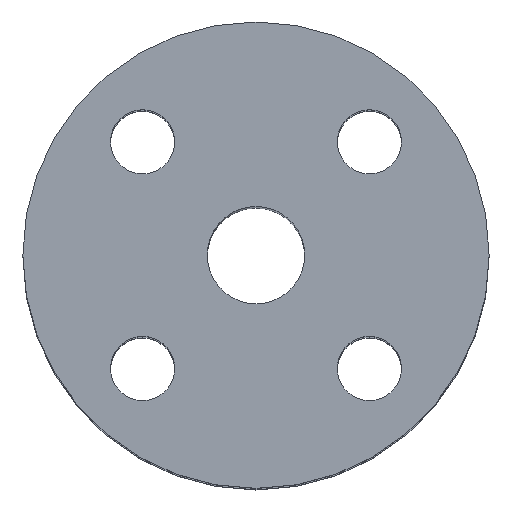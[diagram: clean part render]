
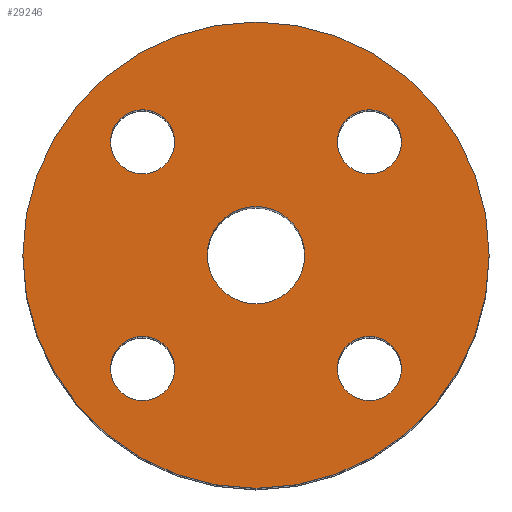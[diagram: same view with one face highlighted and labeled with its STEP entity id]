
A CAD part, top view. The second image highlights one B-rep face of the part: STEP entity #29246.
In plain terms, the highlighted planar face has unit normal (0, 0, 1).
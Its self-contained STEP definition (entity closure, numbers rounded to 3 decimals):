
#2 = AXIS2_PLACEMENT_3D ( 'NONE', #14968, #28392, #13047 ) ;
#41 = CARTESIAN_POINT ( 'NONE',  ( -24.945, 19.445, 0. ) ) ;
#108 = CARTESIAN_POINT ( 'NONE',  ( 0., 8.35, 0. ) ) ;
#166 = DIRECTION ( 'NONE',  ( 0., 0., 1. ) ) ;
#730 = CIRCLE ( 'NONE', #28557, 5.5 ) ;
#735 = CIRCLE ( 'NONE', #13023, 5.5 ) ;
#789 = EDGE_CURVE ( 'NONE', #23051, #7976, #735, .T. ) ;
#1200 = AXIS2_PLACEMENT_3D ( 'NONE', #7154, #27380, #6854 ) ;
#1542 = DIRECTION ( 'NONE',  ( 0., 0., 1. ) ) ;
#2105 = EDGE_CURVE ( 'NONE', #12040, #21540, #21278, .T. ) ;
#2288 = EDGE_LOOP ( 'NONE', ( #19606, #22806 ) ) ;
#2519 = DIRECTION ( 'NONE',  ( 0., 1., 0. ) ) ;
#3220 = CARTESIAN_POINT ( 'NONE',  ( -13.945, -19.445, 0. ) ) ;
#3292 = CARTESIAN_POINT ( 'NONE',  ( -13.945, 19.445, 0. ) ) ;
#3562 = CIRCLE ( 'NONE', #1200, 40. ) ;
#3635 = CIRCLE ( 'NONE', #28552, 5.5 ) ;
#4639 = VERTEX_POINT ( 'NONE', #13339 ) ;
#4765 = EDGE_CURVE ( 'NONE', #18982, #14072, #21781, .T. ) ;
#5397 = CIRCLE ( 'NONE', #9173, 5.5 ) ;
#5509 = DIRECTION ( 'NONE',  ( 1., 0., 0. ) ) ;
#5790 = ORIENTED_EDGE ( 'NONE', *, *, #14832, .F. ) ;
#5870 = CARTESIAN_POINT ( 'NONE',  ( 19.445, -19.445, 0. ) ) ;
#5972 = AXIS2_PLACEMENT_3D ( 'NONE', #24493, #17548, #26538 ) ;
#6142 = DIRECTION ( 'NONE',  ( 1., 0., 0. ) ) ;
#6174 = CARTESIAN_POINT ( 'NONE',  ( -19.445, -19.445, 0. ) ) ;
#6719 = EDGE_LOOP ( 'NONE', ( #5790, #28291 ) ) ;
#6766 = DIRECTION ( 'NONE',  ( -1., 0., 0. ) ) ;
#6854 = DIRECTION ( 'NONE',  ( 1., 0., 0. ) ) ;
#7151 = CARTESIAN_POINT ( 'NONE',  ( 19.445, -19.445, 0. ) ) ;
#7154 = CARTESIAN_POINT ( 'NONE',  ( 0., 0., 0. ) ) ;
#7356 = CIRCLE ( 'NONE', #27634, 5.5 ) ;
#7359 = FACE_BOUND ( 'NONE', #11588, .T. ) ;
#7454 = VERTEX_POINT ( 'NONE', #28493 ) ;
#7456 = ORIENTED_EDGE ( 'NONE', *, *, #17028, .F. ) ;
#7976 = VERTEX_POINT ( 'NONE', #20255 ) ;
#9173 = AXIS2_PLACEMENT_3D ( 'NONE', #7151, #23254, #11745 ) ;
#9373 = CIRCLE ( 'NONE', #26821, 40. ) ;
#9828 = AXIS2_PLACEMENT_3D ( 'NONE', #11953, #25669, #25971 ) ;
#10252 = CIRCLE ( 'NONE', #5972, 5.5 ) ;
#10624 = DIRECTION ( 'NONE',  ( 0., 0., 1. ) ) ;
#11355 = EDGE_LOOP ( 'NONE', ( #29142, #23690 ) ) ;
#11455 = EDGE_CURVE ( 'NONE', #14170, #19279, #7356, .T. ) ;
#11588 = EDGE_LOOP ( 'NONE', ( #12416, #7456 ) ) ;
#11745 = DIRECTION ( 'NONE',  ( 0., -1., 0. ) ) ;
#11953 = CARTESIAN_POINT ( 'NONE',  ( 0., 0., 0. ) ) ;
#12040 = VERTEX_POINT ( 'NONE', #26819 ) ;
#12058 = CIRCLE ( 'NONE', #22881, 5.5 ) ;
#12416 = ORIENTED_EDGE ( 'NONE', *, *, #20632, .F. ) ;
#13023 = AXIS2_PLACEMENT_3D ( 'NONE', #5870, #28455, #17108 ) ;
#13047 = DIRECTION ( 'NONE',  ( 1., 0., 0. ) ) ;
#13116 = CARTESIAN_POINT ( 'NONE',  ( 8.35, 0., 0. ) ) ;
#13339 = CARTESIAN_POINT ( 'NONE',  ( 13.945, 19.445, 0. ) ) ;
#14072 = VERTEX_POINT ( 'NONE', #21039 ) ;
#14170 = VERTEX_POINT ( 'NONE', #3292 ) ;
#14209 = EDGE_LOOP ( 'NONE', ( #14745, #28121 ) ) ;
#14745 = ORIENTED_EDGE ( 'NONE', *, *, #20704, .T. ) ;
#14832 = EDGE_CURVE ( 'NONE', #7976, #23051, #5397, .T. ) ;
#14968 = CARTESIAN_POINT ( 'NONE',  ( 0., 0., 0. ) ) ;
#15131 = EDGE_CURVE ( 'NONE', #19279, #14170, #12058, .T. ) ;
#15582 = CARTESIAN_POINT ( 'NONE',  ( 19.445, 19.445, 0. ) ) ;
#15987 = CARTESIAN_POINT ( 'NONE',  ( -19.445, 19.445, 0. ) ) ;
#16210 = VERTEX_POINT ( 'NONE', #22119 ) ;
#16379 = DIRECTION ( 'NONE',  ( 0., 0., -1. ) ) ;
#16871 = VERTEX_POINT ( 'NONE', #25783 ) ;
#16893 = FACE_BOUND ( 'NONE', #2288, .T. ) ;
#16933 = AXIS2_PLACEMENT_3D ( 'NONE', #108, #16379, #6766 ) ;
#17028 = EDGE_CURVE ( 'NONE', #4639, #16871, #730, .T. ) ;
#17108 = DIRECTION ( 'NONE',  ( 0., -1., 0. ) ) ;
#17548 = DIRECTION ( 'NONE',  ( 0., 0., 1. ) ) ;
#18007 = FACE_OUTER_BOUND ( 'NONE', #14209, .T. ) ;
#18290 = FACE_BOUND ( 'NONE', #11355, .T. ) ;
#18353 = ORIENTED_EDGE ( 'NONE', *, *, #15131, .F. ) ;
#18650 = EDGE_CURVE ( 'NONE', #14072, #18982, #10252, .T. ) ;
#18982 = VERTEX_POINT ( 'NONE', #3220 ) ;
#19279 = VERTEX_POINT ( 'NONE', #41 ) ;
#19606 = ORIENTED_EDGE ( 'NONE', *, *, #4765, .F. ) ;
#20255 = CARTESIAN_POINT ( 'NONE',  ( 24.945, -19.445, 0. ) ) ;
#20506 = EDGE_LOOP ( 'NONE', ( #23662, #18353 ) ) ;
#20632 = EDGE_CURVE ( 'NONE', #16871, #4639, #3635, .T. ) ;
#20689 = CIRCLE ( 'NONE', #9828, 8.35 ) ;
#20704 = EDGE_CURVE ( 'NONE', #16210, #7454, #3562, .T. ) ;
#21039 = CARTESIAN_POINT ( 'NONE',  ( -24.945, -19.445, 0. ) ) ;
#21278 = CIRCLE ( 'NONE', #2, 8.35 ) ;
#21540 = VERTEX_POINT ( 'NONE', #13116 ) ;
#21674 = DIRECTION ( 'NONE',  ( 0., 0., 1. ) ) ;
#21781 = CIRCLE ( 'NONE', #24122, 5.5 ) ;
#21985 = DIRECTION ( 'NONE',  ( -1., 0., 0. ) ) ;
#22073 = CARTESIAN_POINT ( 'NONE',  ( 0., 0., 0. ) ) ;
#22119 = CARTESIAN_POINT ( 'NONE',  ( 40., 0., 0. ) ) ;
#22783 = DIRECTION ( 'NONE',  ( 0., 1., 0. ) ) ;
#22806 = ORIENTED_EDGE ( 'NONE', *, *, #18650, .F. ) ;
#22881 = AXIS2_PLACEMENT_3D ( 'NONE', #15987, #24984, #2519 ) ;
#23051 = VERTEX_POINT ( 'NONE', #26144 ) ;
#23238 = DIRECTION ( 'NONE',  ( 0., 0., 1. ) ) ;
#23254 = DIRECTION ( 'NONE',  ( 0., 0., 1. ) ) ;
#23662 = ORIENTED_EDGE ( 'NONE', *, *, #11455, .F. ) ;
#23690 = ORIENTED_EDGE ( 'NONE', *, *, #2105, .F. ) ;
#24122 = AXIS2_PLACEMENT_3D ( 'NONE', #6174, #10624, #21985 ) ;
#24493 = CARTESIAN_POINT ( 'NONE',  ( -19.445, -19.445, 0. ) ) ;
#24984 = DIRECTION ( 'NONE',  ( 0., 0., 1. ) ) ;
#25219 = PLANE ( 'NONE',  #16933 ) ;
#25435 = CARTESIAN_POINT ( 'NONE',  ( -19.445, 19.445, 0. ) ) ;
#25669 = DIRECTION ( 'NONE',  ( 0., 0., 1. ) ) ;
#25783 = CARTESIAN_POINT ( 'NONE',  ( 24.945, 19.445, 0. ) ) ;
#25890 = FACE_BOUND ( 'NONE', #20506, .T. ) ;
#25971 = DIRECTION ( 'NONE',  ( 1., 0., 0. ) ) ;
#26144 = CARTESIAN_POINT ( 'NONE',  ( 13.945, -19.445, 0. ) ) ;
#26538 = DIRECTION ( 'NONE',  ( -1., 0., 0. ) ) ;
#26819 = CARTESIAN_POINT ( 'NONE',  ( -8.35, 0., 0. ) ) ;
#26821 = AXIS2_PLACEMENT_3D ( 'NONE', #22073, #1542, #28852 ) ;
#27380 = DIRECTION ( 'NONE',  ( 0., 0., 1. ) ) ;
#27634 = AXIS2_PLACEMENT_3D ( 'NONE', #25435, #166, #22783 ) ;
#27887 = EDGE_CURVE ( 'NONE', #21540, #12040, #20689, .T. ) ;
#28095 = FACE_BOUND ( 'NONE', #6719, .T. ) ;
#28121 = ORIENTED_EDGE ( 'NONE', *, *, #29029, .T. ) ;
#28291 = ORIENTED_EDGE ( 'NONE', *, *, #789, .F. ) ;
#28392 = DIRECTION ( 'NONE',  ( 0., 0., 1. ) ) ;
#28455 = DIRECTION ( 'NONE',  ( 0., 0., 1. ) ) ;
#28493 = CARTESIAN_POINT ( 'NONE',  ( -40., 0., 0. ) ) ;
#28552 = AXIS2_PLACEMENT_3D ( 'NONE', #28580, #21674, #6142 ) ;
#28557 = AXIS2_PLACEMENT_3D ( 'NONE', #15582, #23238, #5509 ) ;
#28580 = CARTESIAN_POINT ( 'NONE',  ( 19.445, 19.445, 0. ) ) ;
#28852 = DIRECTION ( 'NONE',  ( 1., 0., 0. ) ) ;
#29029 = EDGE_CURVE ( 'NONE', #7454, #16210, #9373, .T. ) ;
#29142 = ORIENTED_EDGE ( 'NONE', *, *, #27887, .F. ) ;
#29246 = ADVANCED_FACE ( 'NONE', ( #28095, #16893, #25890, #7359, #18290, #18007 ), #25219, .F. ) ;
